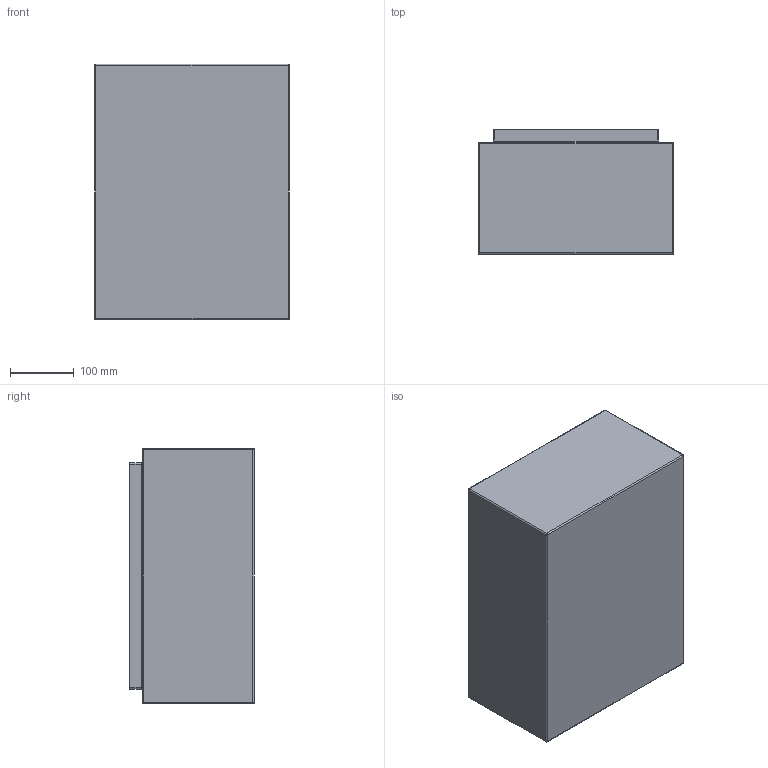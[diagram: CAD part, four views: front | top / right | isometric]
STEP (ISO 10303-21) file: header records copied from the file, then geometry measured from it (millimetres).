
FILE_DESCRIPTION (( 'STEP AP203' ), '1' );
FILE_NAME ('Table Box Body_Default_sldprt.STEP', '2023-10-19T05:35:12', ( '' ), ( '' ), 'SwSTEP 2.0', 'SolidWorks 2023', '' );
FILE_SCHEMA (( 'CONFIG_CONTROL_DESIGN' ));
Length unit declared in the file: millimetre
Products named in the file (1): Table Box Body_Default_sldprt
Bounding box: 305 x 195 x 400 mm (x, y, z)
Volume: 838646 mm3; surface area: 833028.6 mm2
Topology: 1 solids, 1 shells, 73 faces, 164 edges, 80 vertices
Faces by surface type: cylinder 32, plane 21, sphere 16, torus 4
Entity records: 1939 total; most frequent: DIRECTION 364, CARTESIAN_POINT 302, ORIENTED_EDGE 296, EDGE_CURVE 148, AXIS2_PLACEMENT_3D 142, LINE 80, VECTOR 80, VERTEX_POINT 80
